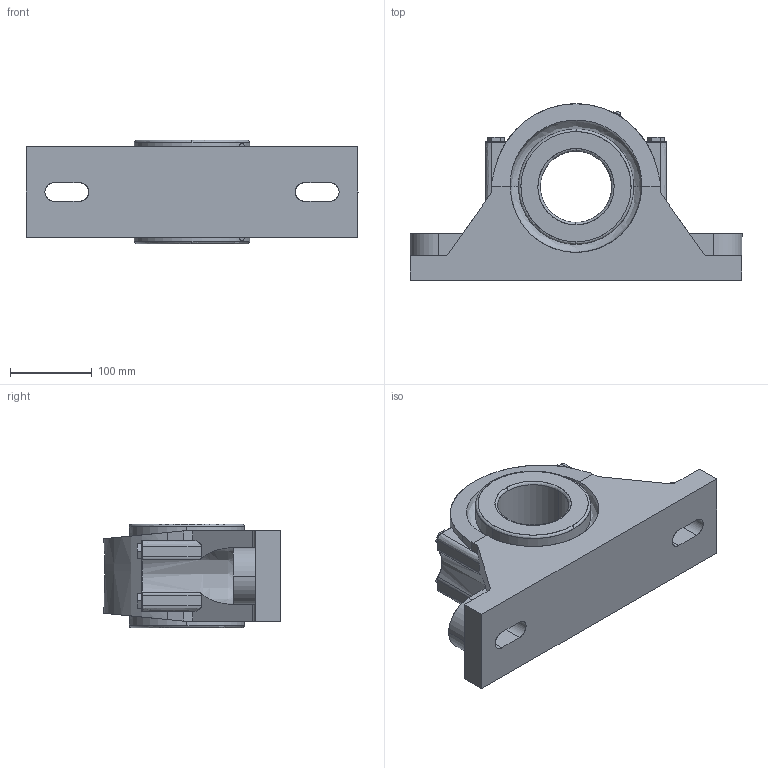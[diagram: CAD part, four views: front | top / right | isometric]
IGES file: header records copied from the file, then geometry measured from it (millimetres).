
Start section: SolidWorks IGES file using analytic representation for surfaces
Global section: file name: DRDEFAU05052344312895.igs; native system: SolidWorks 2010; preprocessor: SolidWorks 2010; author: partstream; date: 100505.234429; units: millimetre
Bounding box: 406.4 x 215.9 x 127 mm (x, y, z)
Surface area: 332969.2 mm2 (no closed solid volume)
Topology: 0 solids, 0 shells, 179 faces, 2954 edges, 2954 vertices
Faces by surface type: bspline 120, revolution 59
